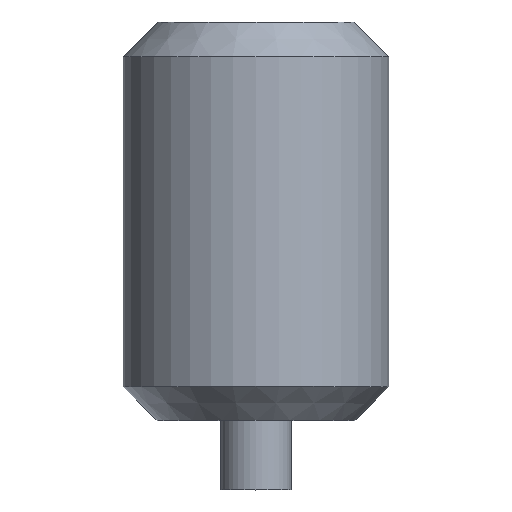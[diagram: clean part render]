
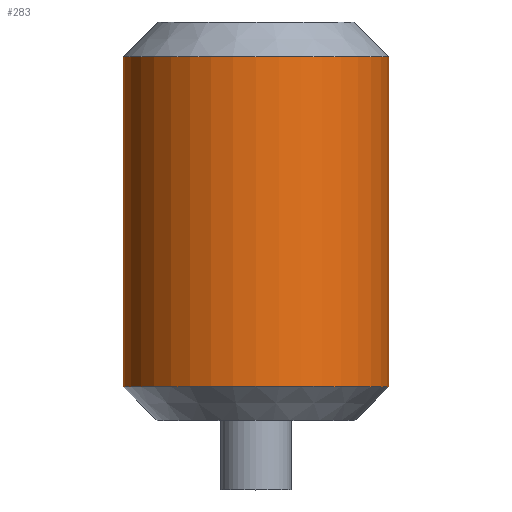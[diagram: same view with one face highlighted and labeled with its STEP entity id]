
A CAD part, top view. The second image highlights one B-rep face of the part: STEP entity #283.
In plain terms, the highlighted cylindrical face has radius 7.65 mm (diameter 15.3 mm), a partial arc.
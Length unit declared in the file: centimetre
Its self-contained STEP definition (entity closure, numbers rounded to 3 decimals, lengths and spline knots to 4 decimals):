
#1 = DIRECTION ( 'NONE',  ( 0., -1., 0. ) ) ;
#5 = CIRCLE ( 'NONE', #34, 0.765 ) ;
#18 = VERTEX_POINT ( 'NONE', #178 ) ;
#21 = LINE ( 'NONE', #146, #42 ) ;
#25 = CARTESIAN_POINT ( 'NONE',  ( 0.765, 1.6792, 0. ) ) ;
#27 = DIRECTION ( 'NONE',  ( 0., -1., 0. ) ) ;
#29 = LINE ( 'NONE', #95, #307 ) ;
#34 = AXIS2_PLACEMENT_3D ( 'NONE', #194, #292, #224 ) ;
#39 = ORIENTED_EDGE ( 'NONE', *, *, #225, .F. ) ;
#42 = VECTOR ( 'NONE', #1, 100. ) ;
#43 = DIRECTION ( 'NONE',  ( 0., -1., 0. ) ) ;
#47 = CARTESIAN_POINT ( 'NONE',  ( -0.765, 1.6792, 0. ) ) ;
#48 = ORIENTED_EDGE ( 'NONE', *, *, #108, .F. ) ;
#55 = CARTESIAN_POINT ( 'NONE',  ( 0., -1.4662, 0. ) ) ;
#61 = EDGE_CURVE ( 'NONE', #216, #18, #29, .T. ) ;
#74 = DIRECTION ( 'NONE',  ( 1., 0., 0. ) ) ;
#77 = VERTEX_POINT ( 'NONE', #25 ) ;
#95 = CARTESIAN_POINT ( 'NONE',  ( -0.765, -1.4662, 0. ) ) ;
#108 = EDGE_CURVE ( 'NONE', #115, #18, #220, .T. ) ;
#111 = AXIS2_PLACEMENT_3D ( 'NONE', #55, #43, #74 ) ;
#115 = VERTEX_POINT ( 'NONE', #305 ) ;
#129 = DIRECTION ( 'NONE',  ( 0., -1., 0. ) ) ;
#141 = ORIENTED_EDGE ( 'NONE', *, *, #61, .T. ) ;
#146 = CARTESIAN_POINT ( 'NONE',  ( 0.765, -1.4662, 0. ) ) ;
#166 = AXIS2_PLACEMENT_3D ( 'NONE', #250, #27, #182 ) ;
#178 = CARTESIAN_POINT ( 'NONE',  ( -0.765, -0.2208, 0. ) ) ;
#182 = DIRECTION ( 'NONE',  ( 1., 0., 0. ) ) ;
#194 = CARTESIAN_POINT ( 'NONE',  ( 0., 1.6792, 0. ) ) ;
#197 = FACE_OUTER_BOUND ( 'NONE', #265, .T. ) ;
#216 = VERTEX_POINT ( 'NONE', #47 ) ;
#220 = CIRCLE ( 'NONE', #166, 0.765 ) ;
#224 = DIRECTION ( 'NONE',  ( -1., 0., 0. ) ) ;
#225 = EDGE_CURVE ( 'NONE', #77, #115, #21, .T. ) ;
#242 = CYLINDRICAL_SURFACE ( 'NONE', #111, 0.765 ) ;
#250 = CARTESIAN_POINT ( 'NONE',  ( 0., -0.2208, 0. ) ) ;
#265 = EDGE_LOOP ( 'NONE', ( #284, #141, #48, #39 ) ) ;
#283 = ADVANCED_FACE ( 'NONE', ( #197 ), #242, .T. ) ;
#284 = ORIENTED_EDGE ( 'NONE', *, *, #308, .T. ) ;
#292 = DIRECTION ( 'NONE',  ( 0., -1., 0. ) ) ;
#305 = CARTESIAN_POINT ( 'NONE',  ( 0.765, -0.2208, 0. ) ) ;
#307 = VECTOR ( 'NONE', #129, 100. ) ;
#308 = EDGE_CURVE ( 'NONE', #77, #216, #5, .T. ) ;
